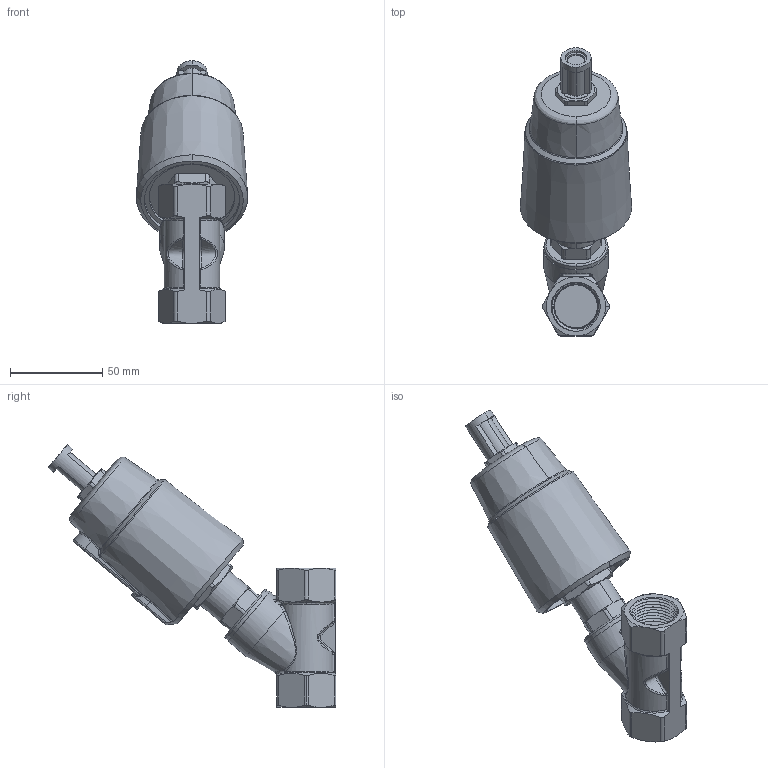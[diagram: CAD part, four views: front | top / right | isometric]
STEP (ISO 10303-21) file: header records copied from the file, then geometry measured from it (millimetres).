
FILE_DESCRIPTION (( 'STEP AP214' ), '1' );
FILE_NAME ('2KS3-4.STEP', '2019-03-11T22:23:51', ( '' ), ( '' ), 'SwSTEP 2.0', 'SolidWorks 2016', '' );
FILE_SCHEMA (( 'AUTOMOTIVE_DESIGN' ));
Length unit declared in the file: millimetre
Products named in the file (1): 2KS3-4
Bounding box: 60.27 x 155.68 x 142.05 mm (x, y, z)
Volume: 274020.9 mm3; surface area: 42161.1 mm2
Topology: 2 solids, 2 shells, 350 faces, 914 edges, 580 vertices
Faces by surface type: cone 130, cylinder 71, plane 70, bspline 51, torus 18, sphere 10
Entity records: 35355 total; most frequent: CARTESIAN_POINT 23744, ORIENTED_EDGE 1828, DIRECTION 1308, EDGE_CURVE 914, VERTEX_POINT 580, AXIS2_PLACEMENT_3D 531, B_SPLINE_CURVE_WITH_KNOTS 431, EDGE_LOOP 366
